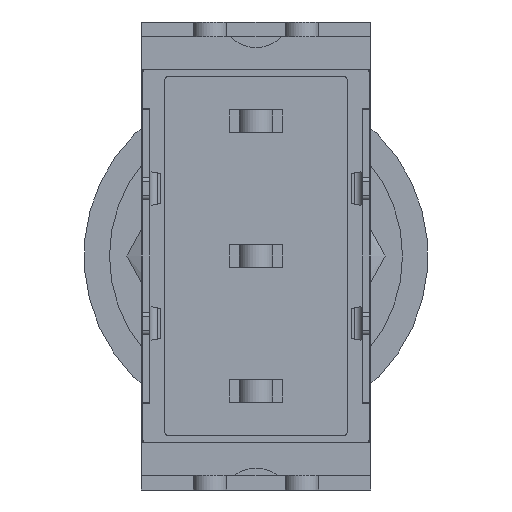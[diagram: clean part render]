
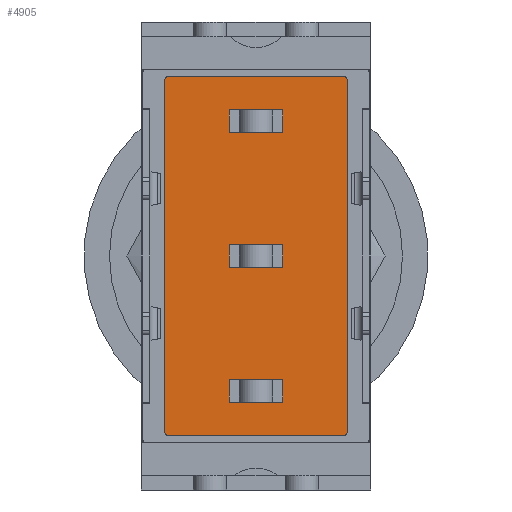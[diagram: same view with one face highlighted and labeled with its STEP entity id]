
A CAD part, front view. The second image highlights one B-rep face of the part: STEP entity #4905.
In plain terms, the highlighted planar face has unit normal (0, -1, 0).
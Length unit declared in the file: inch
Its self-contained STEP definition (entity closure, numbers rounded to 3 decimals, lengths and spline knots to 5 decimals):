
#139=FACE_BOUND($,#873,.T.);
#140=FACE_BOUND($,#874,.T.);
#141=FACE_BOUND($,#875,.T.);
#142=FACE_BOUND($,#876,.T.);
#275=CIRCLE($,#5313,0.00512);
#277=CIRCLE($,#5317,0.00512);
#279=CIRCLE($,#5321,0.00512);
#281=CIRCLE($,#5325,0.00512);
#873=EDGE_LOOP($,(#4434,#4435,#4436,#4437));
#874=EDGE_LOOP($,(#4438,#4439,#4440,#4441));
#875=EDGE_LOOP($,(#4442,#4443,#4444,#4445));
#876=EDGE_LOOP($,(#4446,#4447,#4448,#4449,#4450,#4451,#4452,#4453));
#1327=LINE($,#7983,#1852);
#1334=LINE($,#7998,#1859);
#1345=LINE($,#8022,#1870);
#1346=LINE($,#8024,#1871);
#1349=LINE($,#8032,#1874);
#1356=LINE($,#8047,#1881);
#1367=LINE($,#8071,#1892);
#1368=LINE($,#8073,#1893);
#1371=LINE($,#8081,#1896);
#1378=LINE($,#8096,#1903);
#1389=LINE($,#8120,#1914);
#1390=LINE($,#8122,#1915);
#1395=LINE($,#8137,#1920);
#1399=LINE($,#8149,#1924);
#1403=LINE($,#8161,#1928);
#1406=LINE($,#8170,#1931);
#1852=VECTOR($,#6496,0.073);
#1859=VECTOR($,#6507,0.031);
#1870=VECTOR($,#6532,0.031);
#1871=VECTOR($,#6535,0.073);
#1874=VECTOR($,#6540,0.073);
#1881=VECTOR($,#6551,0.031);
#1892=VECTOR($,#6576,0.031);
#1893=VECTOR($,#6579,0.073);
#1896=VECTOR($,#6584,0.073);
#1903=VECTOR($,#6595,0.031);
#1914=VECTOR($,#6620,0.031);
#1915=VECTOR($,#6623,0.073);
#1920=VECTOR($,#6636,0.24076);
#1924=VECTOR($,#6648,0.48176);
#1928=VECTOR($,#6660,0.24076);
#1931=VECTOR($,#6671,0.48176);
#2329=VERTEX_POINT($,#7980);
#2330=VERTEX_POINT($,#7982);
#2335=VERTEX_POINT($,#7994);
#2342=VERTEX_POINT($,#8020);
#2345=VERTEX_POINT($,#8029);
#2346=VERTEX_POINT($,#8031);
#2351=VERTEX_POINT($,#8043);
#2358=VERTEX_POINT($,#8069);
#2361=VERTEX_POINT($,#8078);
#2362=VERTEX_POINT($,#8080);
#2367=VERTEX_POINT($,#8092);
#2374=VERTEX_POINT($,#8118);
#2377=VERTEX_POINT($,#8127);
#2378=VERTEX_POINT($,#8129);
#2380=VERTEX_POINT($,#8135);
#2382=VERTEX_POINT($,#8141);
#2384=VERTEX_POINT($,#8147);
#2386=VERTEX_POINT($,#8153);
#2388=VERTEX_POINT($,#8159);
#2390=VERTEX_POINT($,#8165);
#2988=EDGE_CURVE($,#2330,#2329,#1327,.T.);
#2996=EDGE_CURVE($,#2335,#2330,#1334,.T.);
#3008=EDGE_CURVE($,#2329,#2342,#1345,.T.);
#3009=EDGE_CURVE($,#2342,#2335,#1346,.T.);
#3012=EDGE_CURVE($,#2346,#2345,#1349,.T.);
#3020=EDGE_CURVE($,#2351,#2346,#1356,.T.);
#3032=EDGE_CURVE($,#2345,#2358,#1367,.T.);
#3033=EDGE_CURVE($,#2358,#2351,#1368,.T.);
#3036=EDGE_CURVE($,#2362,#2361,#1371,.T.);
#3044=EDGE_CURVE($,#2367,#2362,#1378,.T.);
#3056=EDGE_CURVE($,#2361,#2374,#1389,.T.);
#3057=EDGE_CURVE($,#2374,#2367,#1390,.T.);
#3060=EDGE_CURVE($,#2377,#2378,#275,.T.);
#3064=EDGE_CURVE($,#2380,#2377,#1395,.T.);
#3067=EDGE_CURVE($,#2382,#2380,#277,.T.);
#3070=EDGE_CURVE($,#2384,#2382,#1399,.T.);
#3073=EDGE_CURVE($,#2386,#2384,#279,.T.);
#3076=EDGE_CURVE($,#2388,#2386,#1403,.T.);
#3079=EDGE_CURVE($,#2390,#2388,#281,.T.);
#3081=EDGE_CURVE($,#2378,#2390,#1406,.T.);
#4434=ORIENTED_EDGE($,*,*,#2988,.T.);
#4435=ORIENTED_EDGE($,*,*,#3008,.T.);
#4436=ORIENTED_EDGE($,*,*,#3009,.T.);
#4437=ORIENTED_EDGE($,*,*,#2996,.T.);
#4438=ORIENTED_EDGE($,*,*,#3012,.T.);
#4439=ORIENTED_EDGE($,*,*,#3032,.T.);
#4440=ORIENTED_EDGE($,*,*,#3033,.T.);
#4441=ORIENTED_EDGE($,*,*,#3020,.T.);
#4442=ORIENTED_EDGE($,*,*,#3036,.T.);
#4443=ORIENTED_EDGE($,*,*,#3056,.T.);
#4444=ORIENTED_EDGE($,*,*,#3057,.T.);
#4445=ORIENTED_EDGE($,*,*,#3044,.T.);
#4446=ORIENTED_EDGE($,*,*,#3081,.F.);
#4447=ORIENTED_EDGE($,*,*,#3060,.F.);
#4448=ORIENTED_EDGE($,*,*,#3064,.F.);
#4449=ORIENTED_EDGE($,*,*,#3067,.F.);
#4450=ORIENTED_EDGE($,*,*,#3070,.F.);
#4451=ORIENTED_EDGE($,*,*,#3073,.F.);
#4452=ORIENTED_EDGE($,*,*,#3076,.F.);
#4453=ORIENTED_EDGE($,*,*,#3079,.F.);
#4646=PLANE($,#5327);
#4905=ADVANCED_FACE($,(#139,#140,#141,#142),#4646,.F.);
#5313=AXIS2_PLACEMENT_3D($,#8130,#6629,#6630);
#5317=AXIS2_PLACEMENT_3D($,#8143,#6642,#6643);
#5321=AXIS2_PLACEMENT_3D($,#8155,#6654,#6655);
#5325=AXIS2_PLACEMENT_3D($,#8167,#6666,#6667);
#5327=AXIS2_PLACEMENT_3D($,#8171,#6672,#6673);
#6496=DIRECTION($,(-1.,0.,0.));
#6507=DIRECTION($,(0.,0.,-1.));
#6532=DIRECTION($,(0.,0.,1.));
#6535=DIRECTION($,(1.,0.,0.));
#6540=DIRECTION($,(-1.,0.,0.));
#6551=DIRECTION($,(0.,0.,-1.));
#6576=DIRECTION($,(0.,0.,1.));
#6579=DIRECTION($,(1.,0.,0.));
#6584=DIRECTION($,(-1.,0.,0.));
#6595=DIRECTION($,(0.,0.,-1.));
#6620=DIRECTION($,(0.,0.,1.));
#6623=DIRECTION($,(1.,0.,0.));
#6629=DIRECTION('center_axis',(0.,1.,0.));
#6630=DIRECTION('ref_axis',(0.,0.,-1.));
#6636=DIRECTION($,(-1.,0.,0.));
#6642=DIRECTION('center_axis',(0.,1.,0.));
#6643=DIRECTION('ref_axis',(1.,0.,0.));
#6648=DIRECTION($,(0.,0.,-1.));
#6654=DIRECTION('center_axis',(0.,1.,0.));
#6655=DIRECTION('ref_axis',(0.,0.,1.));
#6660=DIRECTION($,(1.,0.,0.));
#6666=DIRECTION('center_axis',(0.,1.,0.));
#6667=DIRECTION('ref_axis',(-1.,0.,0.));
#6671=DIRECTION($,(0.,0.,1.));
#6672=DIRECTION('center_axis',(0.,1.,0.));
#6673=DIRECTION('ref_axis',(0.,0.,1.));
#7980=CARTESIAN_POINT('',(-0.0365,0.,0.1695));
#7982=CARTESIAN_POINT('',(0.0365,0.,0.1695));
#7983=CARTESIAN_POINT($,(0.,0.,0.1695));
#7994=CARTESIAN_POINT('',(0.0365,0.,0.2005));
#7998=CARTESIAN_POINT($,(0.0365,0.,0.0925));
#8020=CARTESIAN_POINT('',(-0.0365,0.,0.2005));
#8022=CARTESIAN_POINT($,(-0.0365,0.,0.0925));
#8024=CARTESIAN_POINT($,(0.,0.,0.2005));
#8029=CARTESIAN_POINT('',(-0.0365,0.,-0.0155));
#8031=CARTESIAN_POINT('',(0.0365,0.,-0.0155));
#8032=CARTESIAN_POINT($,(0.,0.,-0.0155));
#8043=CARTESIAN_POINT('',(0.0365,0.,0.0155));
#8047=CARTESIAN_POINT($,(0.0365,0.,0.));
#8069=CARTESIAN_POINT('',(-0.0365,0.,0.0155));
#8071=CARTESIAN_POINT($,(-0.0365,0.,0.));
#8073=CARTESIAN_POINT($,(0.,0.,0.0155));
#8078=CARTESIAN_POINT('',(-0.0365,0.,-0.2005));
#8080=CARTESIAN_POINT('',(0.0365,0.,-0.2005));
#8081=CARTESIAN_POINT($,(0.,0.,-0.2005));
#8092=CARTESIAN_POINT('',(0.0365,0.,-0.1695));
#8096=CARTESIAN_POINT($,(0.0365,0.,-0.0925));
#8118=CARTESIAN_POINT('',(-0.0365,0.,-0.1695));
#8120=CARTESIAN_POINT($,(-0.0365,0.,-0.0925));
#8122=CARTESIAN_POINT($,(0.,0.,-0.1695));
#8127=CARTESIAN_POINT('',(-0.12038,0.,-0.246));
#8129=CARTESIAN_POINT('',(-0.1255,0.,-0.24088));
#8130=CARTESIAN_POINT('Origin',(-0.12038,0.,-0.24088));
#8135=CARTESIAN_POINT('',(0.12038,0.,-0.246));
#8137=CARTESIAN_POINT($,(0.12038,0.,-0.246));
#8141=CARTESIAN_POINT('',(0.1255,0.,-0.24088));
#8143=CARTESIAN_POINT('Origin',(0.12038,0.,-0.24088));
#8147=CARTESIAN_POINT('',(0.1255,0.,0.24088));
#8149=CARTESIAN_POINT($,(0.1255,0.,0.24088));
#8153=CARTESIAN_POINT('',(0.12038,0.,0.246));
#8155=CARTESIAN_POINT('Origin',(0.12038,0.,0.24088));
#8159=CARTESIAN_POINT('',(-0.12038,0.,0.246));
#8161=CARTESIAN_POINT($,(-0.12038,0.,0.246));
#8165=CARTESIAN_POINT('',(-0.1255,0.,0.24088));
#8167=CARTESIAN_POINT('Origin',(-0.12038,0.,0.24088));
#8170=CARTESIAN_POINT($,(-0.1255,0.,-0.24088));
#8171=CARTESIAN_POINT('Origin',(0.,0.,0.));
